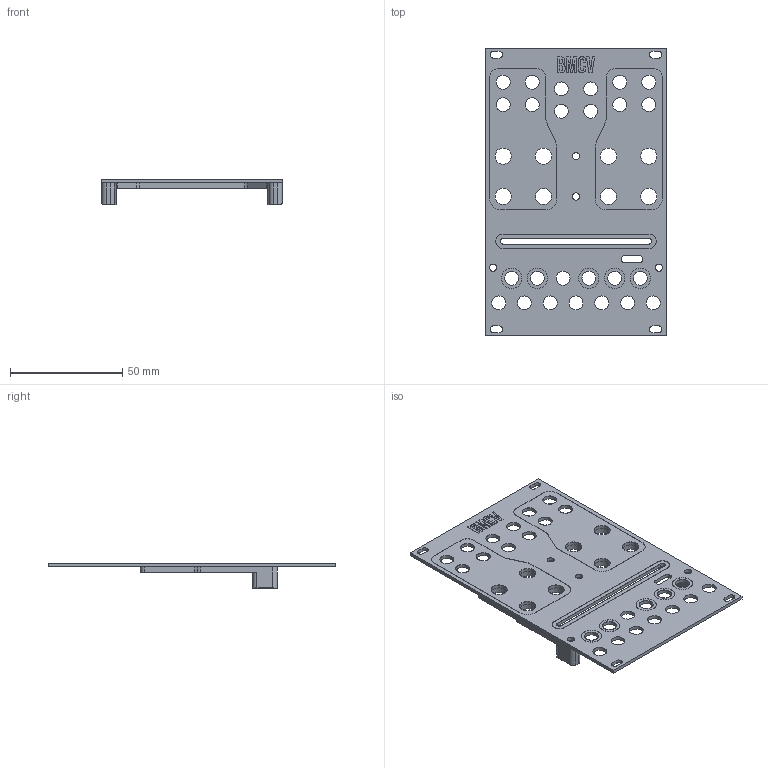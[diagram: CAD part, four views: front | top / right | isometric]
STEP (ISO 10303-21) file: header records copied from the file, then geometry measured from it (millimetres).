
FILE_DESCRIPTION(/* description */ (''),/* implementation_level */ '2;1');
FILE_NAME(/* name */ 'BMCVPanel.step',/* time_stamp */ '2025-01-05T10:11:41+01:00',/* author */ (''),/* organization */ (''),/* preprocessor_version */ 'ST-DEVELOPER v20',/* originating_system */ 'Autodesk Translation Framework v13.20.0.188',/* authorisation */ '');
FILE_SCHEMA (('AUTOMOTIVE_DESIGN { 1 0 10303 214 3 1 1 }'));
Length unit declared in the file: millimetre
Products named in the file (3): BMCVPanel; Component2; Bracket
Assembly tree (2 placements, depth 2):
  BMCVPanel
    Component2
    Bracket
Bounding box: 81 x 128.5 x 11.4 mm (x, y, z)
Volume: 21789.3 mm3; surface area: 34477.8 mm2
Topology: 14 solids, 14 shells, 400 faces, 1074 edges, 716 vertices
Faces by surface type: plane 202, cylinder 144, bspline 54
Full cylindrical faces by diameter (mm): 3.2 x4, 4 x2, 4.2 x2, 6.2 x38, 7.2 x24, 9 x10
Entity records: 13526 total; most frequent: CARTESIAN_POINT 3164, ORIENTED_EDGE 2148, DIRECTION 1960, EDGE_CURVE 1074, VERTEX_POINT 716, LINE 674, VECTOR 674, AXIS2_PLACEMENT_3D 643
